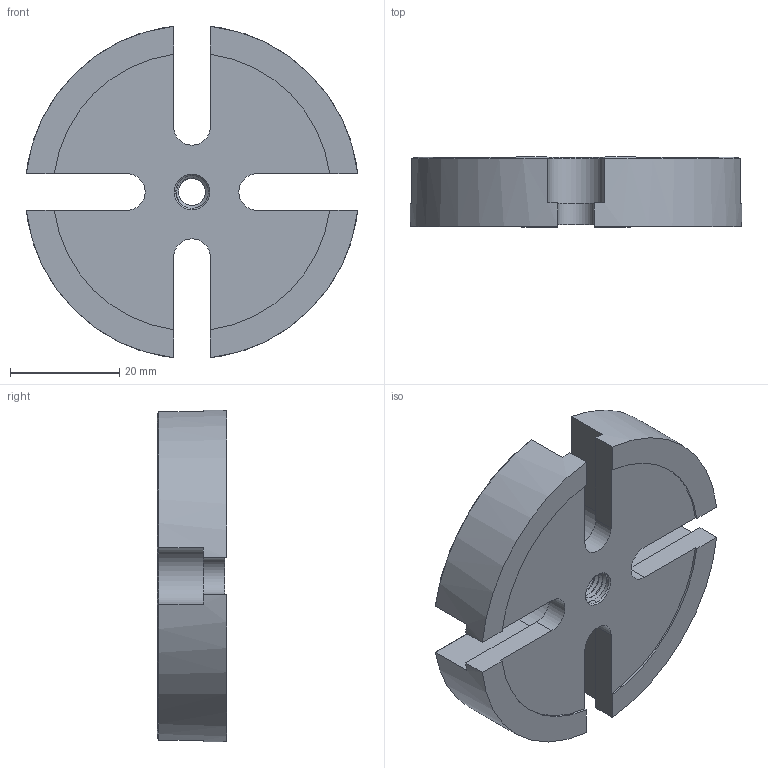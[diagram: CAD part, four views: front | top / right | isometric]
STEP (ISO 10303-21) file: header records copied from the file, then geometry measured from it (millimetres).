
FILE_DESCRIPTION((''),'2;1');
FILE_NAME('PB2_M-STEP','2021-04-13T',('Administrator'),(''),'CREO PARAMETRIC BY PTC INC, 2015290','CREO PARAMETRIC BY PTC INC, 2015290','');
FILE_SCHEMA(('CONFIG_CONTROL_DESIGN'));
Length unit declared in the file: millimetre
Products named in the file (1): PB2_M-STEP
Bounding box: 60.59 x 12.7 x 60.59 mm (x, y, z)
Volume: 25915.7 mm3; surface area: 9422.9 mm2
Topology: 1 solids, 1 shells, 96 faces, 258 edges, 164 vertices
Faces by surface type: cylinder 40, plane 34, cone 13, bspline 9
Entity records: 4725 total; most frequent: CARTESIAN_POINT 2393, ORIENTED_EDGE 516, DIRECTION 424, EDGE_CURVE 258, VERTEX_POINT 164, AXIS2_PLACEMENT_3D 146, VECTOR 132, LINE 132
